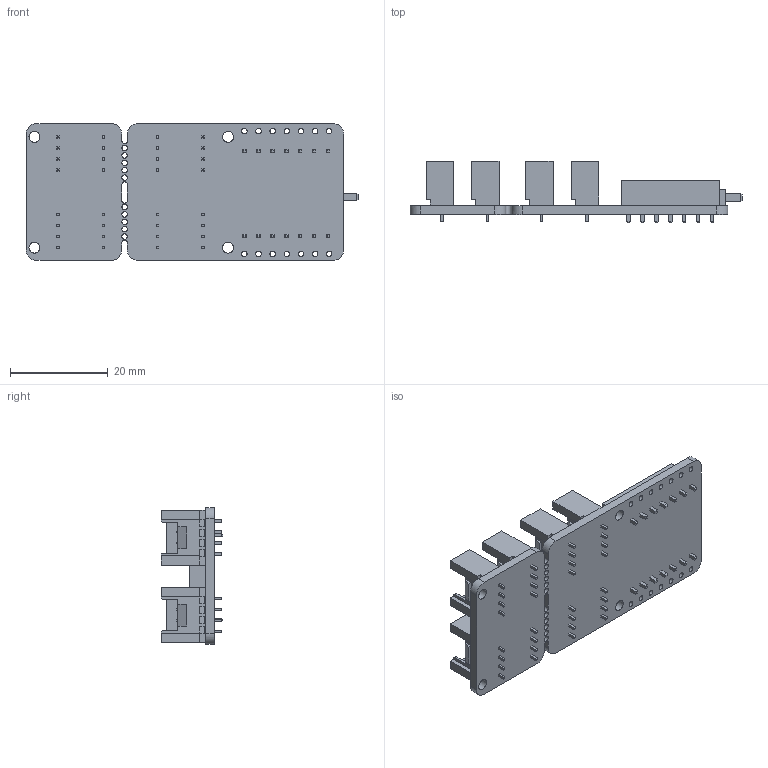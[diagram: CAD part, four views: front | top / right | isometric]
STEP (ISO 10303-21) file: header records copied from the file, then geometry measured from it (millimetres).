
FILE_DESCRIPTION(('FreeCAD Model'),'2;1');
FILE_NAME('Open CASCADE Shape Model','2025-04-30T06:55:06',('FreeCAD'),( 'FreeCAD'),'Open CASCADE STEP processor 7.6','FreeCAD','Unknown');
FILE_SCHEMA(('AUTOMOTIVE_DESIGN { 1 0 10303 214 1 1 1 1 }'));
Length unit declared in the file: millimetre
Products named in the file (1): Open CASCADE STEP translator 7.6 1
Bounding box: 67.82 x 12.54 x 27.99 mm (x, y, z)
Volume: 5484.1 mm3; surface area: 10767.6 mm2
Topology: 25 solids, 25 shells, 1478 faces, 3656 edges, 2308 vertices
Faces by surface type: bspline 1478
Entity records: 39658 total; most frequent: CARTESIAN_POINT 16573, ORIENTED_EDGE 7312, EDGE_CURVE 3656, B_SPLINE_CURVE_WITH_KNOTS 3552, VERTEX_POINT 2308, FACE_BOUND 1644, EDGE_LOOP 1644, ADVANCED_FACE 1478
